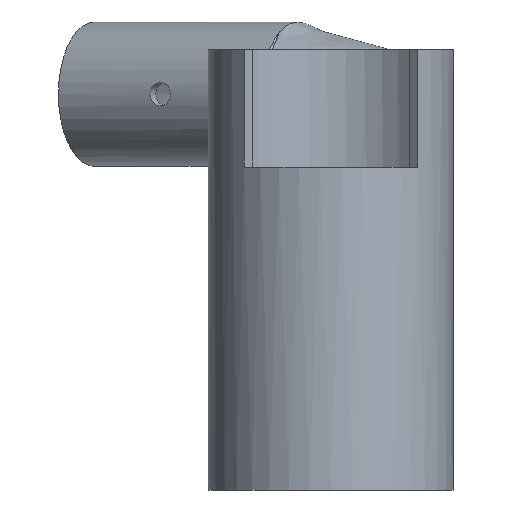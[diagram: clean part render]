
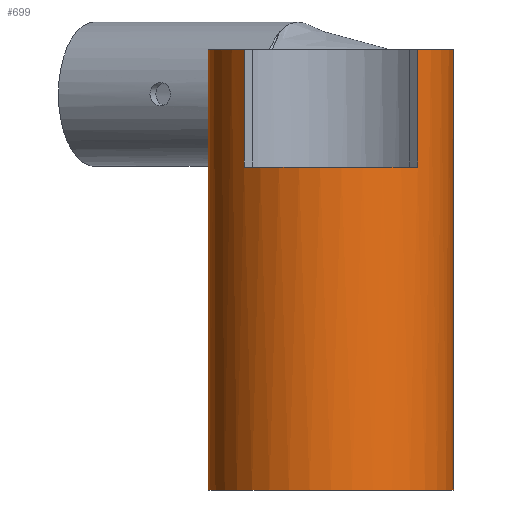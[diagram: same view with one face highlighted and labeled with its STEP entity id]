
A CAD part, front view. The second image highlights one B-rep face of the part: STEP entity #699.
In plain terms, the highlighted cylindrical face has radius 20.9 mm (diameter 41.8 mm), a full revolution.
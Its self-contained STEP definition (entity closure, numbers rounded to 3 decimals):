
#36=CIRCLE('',#731,20.9);
#59=CIRCLE('',#764,20.9);
#60=CIRCLE('',#765,20.9);
#61=CIRCLE('',#766,20.9);
#62=CIRCLE('',#768,20.9);
#63=CIRCLE('',#770,20.9);
#64=CIRCLE('',#772,20.9);
#114=FACE_OUTER_BOUND('',#151,.T.);
#151=EDGE_LOOP('',(#583,#584,#585,#586,#587,#588,#589,#590,#591,#592,#593,
#594,#595,#596,#597));
#183=LINE('',#1179,#228);
#185=LINE('',#1185,#230);
#189=LINE('',#1204,#234);
#192=LINE('',#1216,#237);
#194=LINE('',#1222,#239);
#195=LINE('',#1227,#240);
#208=LINE('',#1411,#253);
#228=VECTOR('',#814,10.);
#230=VECTOR('',#818,10.);
#234=VECTOR('',#840,130.);
#237=VECTOR('',#851,130.);
#239=VECTOR('',#857,130.);
#240=VECTOR('',#862,130.);
#253=VECTOR('',#925,20.9);
#295=VERTEX_POINT('',#1173);
#297=VERTEX_POINT('',#1177);
#298=VERTEX_POINT('',#1181);
#300=VERTEX_POINT('',#1184);
#305=VERTEX_POINT('',#1201);
#306=VERTEX_POINT('',#1203);
#308=VERTEX_POINT('',#1209);
#311=VERTEX_POINT('',#1214);
#313=VERTEX_POINT('',#1219);
#314=VERTEX_POINT('',#1224);
#328=VERTEX_POINT('',#1397);
#329=VERTEX_POINT('',#1402);
#330=VERTEX_POINT('',#1410);
#369=EDGE_CURVE('',#295,#297,#183,.T.);
#371=EDGE_CURVE('',#300,#298,#185,.T.);
#374=EDGE_CURVE('',#297,#300,#36,.T.);
#381=EDGE_CURVE('',#305,#306,#189,.T.);
#387=EDGE_CURVE('',#311,#308,#192,.T.);
#390=EDGE_CURVE('',#308,#313,#194,.T.);
#392=EDGE_CURVE('',#314,#311,#195,.T.);
#417=EDGE_CURVE('',#295,#305,#59,.T.);
#418=EDGE_CURVE('',#313,#329,#60,.T.);
#419=EDGE_CURVE('',#329,#298,#61,.T.);
#420=EDGE_CURVE('',#314,#328,#62,.T.);
#421=EDGE_CURVE('',#328,#306,#63,.T.);
#422=EDGE_CURVE('',#329,#330,#208,.T.);
#423=EDGE_CURVE('',#330,#330,#64,.T.);
#583=ORIENTED_EDGE('',*,*,#371,.T.);
#584=ORIENTED_EDGE('',*,*,#419,.F.);
#585=ORIENTED_EDGE('',*,*,#422,.T.);
#586=ORIENTED_EDGE('',*,*,#423,.T.);
#587=ORIENTED_EDGE('',*,*,#422,.F.);
#588=ORIENTED_EDGE('',*,*,#418,.F.);
#589=ORIENTED_EDGE('',*,*,#390,.F.);
#590=ORIENTED_EDGE('',*,*,#387,.F.);
#591=ORIENTED_EDGE('',*,*,#392,.F.);
#592=ORIENTED_EDGE('',*,*,#420,.T.);
#593=ORIENTED_EDGE('',*,*,#421,.T.);
#594=ORIENTED_EDGE('',*,*,#381,.F.);
#595=ORIENTED_EDGE('',*,*,#417,.F.);
#596=ORIENTED_EDGE('',*,*,#369,.T.);
#597=ORIENTED_EDGE('',*,*,#374,.T.);
#669=CYLINDRICAL_SURFACE('',#771,20.9);
#699=ADVANCED_FACE('',(#114),#669,.T.);
#731=AXIS2_PLACEMENT_3D('',#1190,#823,#824);
#764=AXIS2_PLACEMENT_3D('',#1401,#909,#910);
#765=AXIS2_PLACEMENT_3D('',#1403,#911,#912);
#766=AXIS2_PLACEMENT_3D('',#1404,#913,#914);
#768=AXIS2_PLACEMENT_3D('',#1406,#917,#918);
#770=AXIS2_PLACEMENT_3D('',#1408,#921,#922);
#771=AXIS2_PLACEMENT_3D('',#1409,#923,#924);
#772=AXIS2_PLACEMENT_3D('',#1412,#926,#927);
#814=DIRECTION('',(0.,0.,-1.));
#818=DIRECTION('',(0.,0.,1.));
#823=DIRECTION('center_axis',(0.,0.,-1.));
#824=DIRECTION('ref_axis',(1.,0.,0.));
#840=DIRECTION('',(0.,0.,-1.));
#851=DIRECTION('',(0.,0.,1.));
#857=DIRECTION('',(0.,0.,1.));
#862=DIRECTION('',(0.,0.,1.));
#909=DIRECTION('center_axis',(0.,0.,1.));
#910=DIRECTION('ref_axis',(1.,0.,0.));
#911=DIRECTION('center_axis',(0.,0.,1.));
#912=DIRECTION('ref_axis',(1.,0.,0.));
#913=DIRECTION('center_axis',(0.,0.,1.));
#914=DIRECTION('ref_axis',(1.,0.,0.));
#917=DIRECTION('center_axis',(0.,0.,-1.));
#918=DIRECTION('ref_axis',(1.,0.,0.));
#921=DIRECTION('center_axis',(0.,0.,-1.));
#922=DIRECTION('ref_axis',(1.,0.,0.));
#923=DIRECTION('center_axis',(0.,0.,1.));
#924=DIRECTION('ref_axis',(1.,0.,0.));
#925=DIRECTION('',(0.,0.,-1.));
#926=DIRECTION('center_axis',(0.,0.,1.));
#927=DIRECTION('ref_axis',(1.,0.,0.));
#1173=CARTESIAN_POINT('',(14.779,-14.779,75.));
#1177=CARTESIAN_POINT('',(14.779,-14.779,55.));
#1179=CARTESIAN_POINT('',(14.779,-14.779,0.));
#1181=CARTESIAN_POINT('',(-14.779,-14.779,75.));
#1184=CARTESIAN_POINT('',(-14.779,-14.779,55.));
#1185=CARTESIAN_POINT('',(-14.779,-14.779,0.));
#1190=CARTESIAN_POINT('Origin',(0.,0.,55.));
#1201=CARTESIAN_POINT('',(15.814,13.665,75.));
#1203=CARTESIAN_POINT('',(15.814,13.665,30.));
#1204=CARTESIAN_POINT('',(15.814,13.665,75.));
#1209=CARTESIAN_POINT('',(-15.814,13.665,69.404));
#1214=CARTESIAN_POINT('',(-15.814,13.665,37.396));
#1216=CARTESIAN_POINT('',(-15.814,13.665,30.));
#1219=CARTESIAN_POINT('',(-15.814,13.665,75.));
#1222=CARTESIAN_POINT('',(-15.814,13.665,30.));
#1224=CARTESIAN_POINT('',(-15.814,13.665,30.));
#1227=CARTESIAN_POINT('',(-15.814,13.665,30.));
#1397=CARTESIAN_POINT('',(0.,20.9,30.));
#1401=CARTESIAN_POINT('Origin',(0.,0.,75.));
#1402=CARTESIAN_POINT('',(-20.9,0.,75.));
#1403=CARTESIAN_POINT('Origin',(0.,0.,75.));
#1404=CARTESIAN_POINT('Origin',(0.,0.,75.));
#1406=CARTESIAN_POINT('Origin',(0.,0.,30.));
#1408=CARTESIAN_POINT('Origin',(0.,0.,30.));
#1409=CARTESIAN_POINT('Origin',(0.,0.,0.));
#1410=CARTESIAN_POINT('',(-20.9,0.,0.));
#1411=CARTESIAN_POINT('',(-20.9,0.,0.));
#1412=CARTESIAN_POINT('Origin',(0.,0.,0.));
